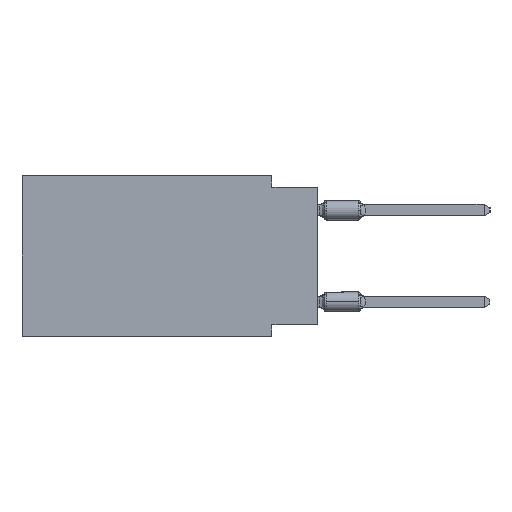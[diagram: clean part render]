
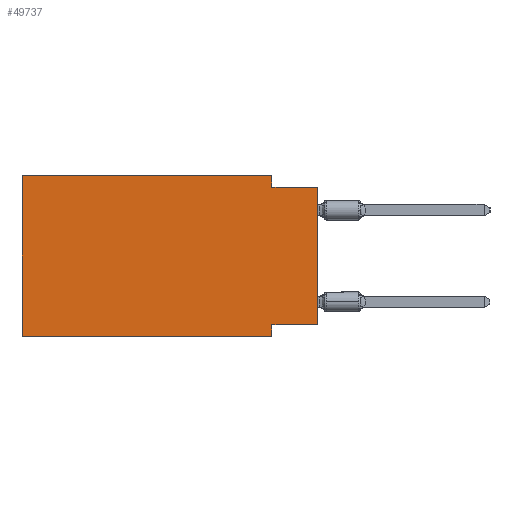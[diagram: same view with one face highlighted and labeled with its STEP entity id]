
A CAD part, left-side view. The second image highlights one B-rep face of the part: STEP entity #49737.
In plain terms, the highlighted planar face has unit normal (-1, 0, 0).
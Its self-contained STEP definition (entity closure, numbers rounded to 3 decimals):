
#1816 = CARTESIAN_POINT ( 'NONE',  ( 0., 16.383, 0. ) ) ;
#2737 = LINE ( 'NONE', #22070, #42162 ) ;
#2848 = FACE_OUTER_BOUND ( 'NONE', #30840, .T. ) ;
#2986 = VECTOR ( 'NONE', #15932, 1000. ) ;
#5608 = CARTESIAN_POINT ( 'NONE',  ( 0., 0., -8.255 ) ) ;
#6299 = AXIS2_PLACEMENT_3D ( 'NONE', #21867, #45880, #59849 ) ;
#7062 = DIRECTION ( 'NONE',  ( 0., -1., 0. ) ) ;
#10690 = DIRECTION ( 'NONE',  ( 0., 1., 0. ) ) ;
#11191 = ORIENTED_EDGE ( 'NONE', *, *, #20953, .T. ) ;
#11830 = LINE ( 'NONE', #50418, #27510 ) ;
#11967 = DIRECTION ( 'NONE',  ( 0., -1., 0. ) ) ;
#14390 = EDGE_CURVE ( 'NONE', #33331, #58396, #52662, .T. ) ;
#14744 = EDGE_CURVE ( 'NONE', #58396, #35116, #11830, .T. ) ;
#14995 = CARTESIAN_POINT ( 'NONE',  ( 0., 16.383, 0. ) ) ;
#15932 = DIRECTION ( 'NONE',  ( 0., -1., 0. ) ) ;
#16889 = LINE ( 'NONE', #49780, #2986 ) ;
#17093 = DIRECTION ( 'NONE',  ( 0., 0., 1. ) ) ;
#20811 = ORIENTED_EDGE ( 'NONE', *, *, #41946, .T. ) ;
#20953 = EDGE_CURVE ( 'NONE', #23199, #35116, #45251, .T. ) ;
#21650 = ORIENTED_EDGE ( 'NONE', *, *, #34264, .F. ) ;
#21867 = CARTESIAN_POINT ( 'NONE',  ( 0., 16.383, 0. ) ) ;
#22070 = CARTESIAN_POINT ( 'NONE',  ( 0., 16.383, 0. ) ) ;
#23199 = VERTEX_POINT ( 'NONE', #34219 ) ;
#25069 = CARTESIAN_POINT ( 'NONE',  ( 0., 2.54, 0. ) ) ;
#25163 = EDGE_CURVE ( 'NONE', #48188, #33331, #44842, .T. ) ;
#27510 = VECTOR ( 'NONE', #7062, 1000. ) ;
#27941 = EDGE_CURVE ( 'NONE', #50126, #48188, #2737, .T. ) ;
#28007 = DIRECTION ( 'NONE',  ( 0., 0., -1. ) ) ;
#29989 = CARTESIAN_POINT ( 'NONE',  ( 0., 2.54, -8.89 ) ) ;
#30840 = EDGE_LOOP ( 'NONE', ( #11191, #32134, #39512, #46477, #49280, #20811, #57148, #21650 ) ) ;
#31337 = VERTEX_POINT ( 'NONE', #41016 ) ;
#32134 = ORIENTED_EDGE ( 'NONE', *, *, #14744, .F. ) ;
#33331 = VERTEX_POINT ( 'NONE', #25069 ) ;
#34219 = CARTESIAN_POINT ( 'NONE',  ( 0., 0., -8.255 ) ) ;
#34264 = EDGE_CURVE ( 'NONE', #23199, #35788, #40092, .T. ) ;
#34707 = DIRECTION ( 'NONE',  ( 0., 0., -1. ) ) ;
#35116 = VERTEX_POINT ( 'NONE', #46179 ) ;
#35788 = VERTEX_POINT ( 'NONE', #49178 ) ;
#39259 = VECTOR ( 'NONE', #17093, 1000. ) ;
#39512 = ORIENTED_EDGE ( 'NONE', *, *, #14390, .F. ) ;
#40092 = LINE ( 'NONE', #5608, #45422 ) ;
#41016 = CARTESIAN_POINT ( 'NONE',  ( 0., 2.54, -8.89 ) ) ;
#41742 = PLANE ( 'NONE',  #6299 ) ;
#41946 = EDGE_CURVE ( 'NONE', #50126, #31337, #16889, .T. ) ;
#42162 = VECTOR ( 'NONE', #55922, 1000. ) ;
#44842 = LINE ( 'NONE', #1816, #58544 ) ;
#44920 = CARTESIAN_POINT ( 'NONE',  ( 0., 0., 0. ) ) ;
#45251 = LINE ( 'NONE', #44920, #39259 ) ;
#45422 = VECTOR ( 'NONE', #10690, 1000. ) ;
#45880 = DIRECTION ( 'NONE',  ( 1., 0., 0. ) ) ;
#46179 = CARTESIAN_POINT ( 'NONE',  ( 0., 0., -0.635 ) ) ;
#46477 = ORIENTED_EDGE ( 'NONE', *, *, #25163, .F. ) ;
#48188 = VERTEX_POINT ( 'NONE', #14995 ) ;
#49178 = CARTESIAN_POINT ( 'NONE',  ( 0., 2.54, -8.255 ) ) ;
#49280 = ORIENTED_EDGE ( 'NONE', *, *, #27941, .F. ) ;
#49737 = ADVANCED_FACE ( 'NONE', ( #2848 ), #41742, .F. ) ;
#49780 = CARTESIAN_POINT ( 'NONE',  ( 0., 16.383, -8.89 ) ) ;
#50126 = VERTEX_POINT ( 'NONE', #55027 ) ;
#50418 = CARTESIAN_POINT ( 'NONE',  ( 0., 0., -0.635 ) ) ;
#50662 = VECTOR ( 'NONE', #34707, 1000. ) ;
#51741 = CARTESIAN_POINT ( 'NONE',  ( 0., 2.54, -0.635 ) ) ;
#52662 = LINE ( 'NONE', #52968, #52758 ) ;
#52758 = VECTOR ( 'NONE', #28007, 1000. ) ;
#52968 = CARTESIAN_POINT ( 'NONE',  ( 0., 2.54, 0. ) ) ;
#55027 = CARTESIAN_POINT ( 'NONE',  ( 0., 16.383, -8.89 ) ) ;
#55922 = DIRECTION ( 'NONE',  ( 0., 0., 1. ) ) ;
#57148 = ORIENTED_EDGE ( 'NONE', *, *, #62394, .F. ) ;
#58396 = VERTEX_POINT ( 'NONE', #51741 ) ;
#58544 = VECTOR ( 'NONE', #11967, 1000. ) ;
#58777 = LINE ( 'NONE', #29989, #50662 ) ;
#59849 = DIRECTION ( 'NONE',  ( 0., 0., -1. ) ) ;
#62394 = EDGE_CURVE ( 'NONE', #35788, #31337, #58777, .T. ) ;
